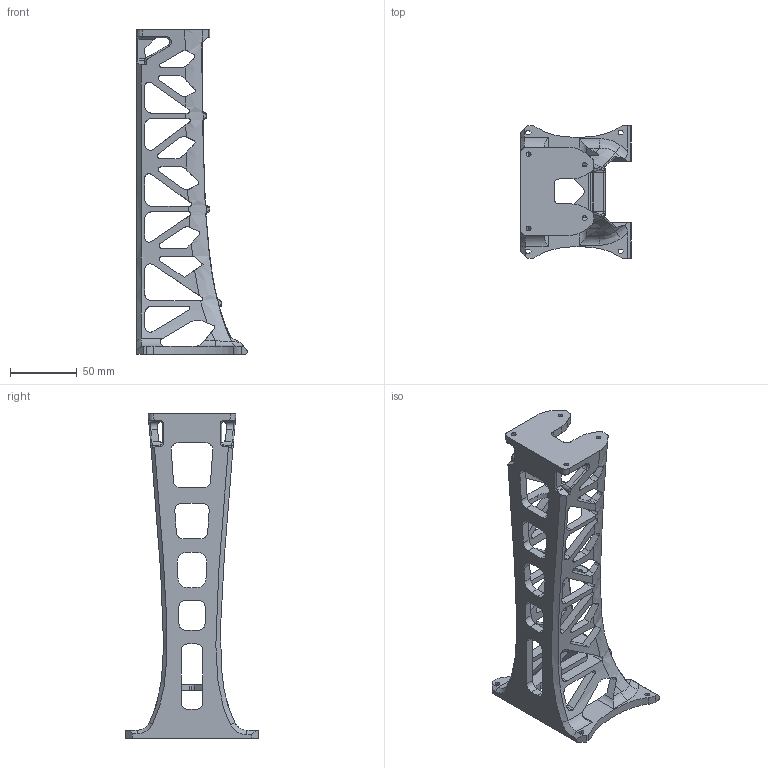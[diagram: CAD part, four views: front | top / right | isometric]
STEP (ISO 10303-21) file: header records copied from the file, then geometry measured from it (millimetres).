
FILE_DESCRIPTION (( 'STEP AP203' ), '1' );
FILE_NAME ('XLeRobot040_neck_with_roundcorner.step', '2026-01-07T14:44:30', ( '000' ), ( '' ), 'SwSTEP 2.0', 'SolidWorks 2019', '' );
FILE_SCHEMA (( 'CONFIG_CONTROL_DESIGN' ));
Length unit declared in the file: millimetre
Products named in the file (1): XLeRobot040_neck_with_roundcorner
Bounding box: 83.14 x 99.76 x 243.8 mm (x, y, z)
Volume: 165115.3 mm3; surface area: 77676.1 mm2
Topology: 1 solids, 1 shells, 516 faces, 1600 edges, 1042 vertices
Faces by surface type: cylinder 190, plane 188, bspline 136, cone 2
Entity records: 31950 total; most frequent: CARTESIAN_POINT 19378, ORIENTED_EDGE 3200, DIRECTION 1772, EDGE_CURVE 1600, VERTEX_POINT 1042, B_SPLINE_CURVE_WITH_KNOTS 717, VECTOR 700, LINE 700
